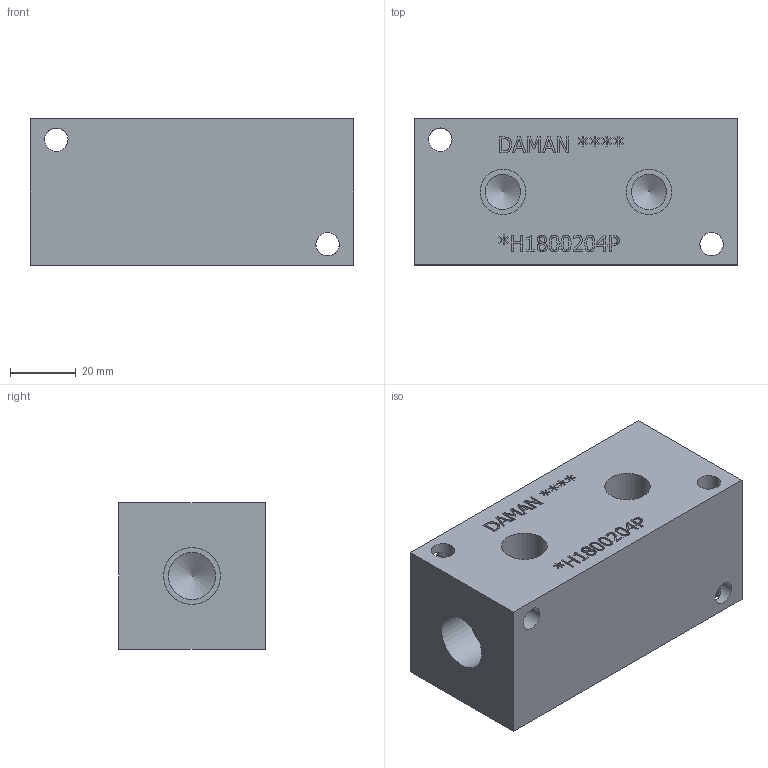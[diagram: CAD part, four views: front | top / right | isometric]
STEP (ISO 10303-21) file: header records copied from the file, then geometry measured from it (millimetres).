
FILE_DESCRIPTION(/* description */ (''),/* implementation_level */ '2;1');
FILE_NAME(/* name */ '_H1800204P.stp',/* time_stamp */ '2020-06-17T10:07:12-04:00',/* author */ ('alexanderw'),/* organization */ (''),/* preprocessor_version */ 'ST-DEVELOPER v17',/* originating_system */ 'Autodesk Inventor 2019',/* authorisation */ '');
FILE_SCHEMA (('AUTOMOTIVE_DESIGN { 1 0 10303 214 3 1 1 }'));
Length unit declared in the file: millimetre
Products named in the file (1): Part_+H1800204P_3D
Bounding box: 98.42 x 44.45 x 44.45 mm (x, y, z)
Volume: 174260.9 mm3; surface area: 28581.2 mm2
Topology: 1 solids, 1 shells, 343 faces, 934 edges, 624 vertices
Faces by surface type: plane 234, bspline 83, cylinder 20, cone 6
Full cylindrical faces by diameter (mm): 7.137 x8, 10.719 x4, 13.868 x4, 14.3 x2, 17.297 x2
Entity records: 11489 total; most frequent: CARTESIAN_POINT 2975, ORIENTED_EDGE 1856, DIRECTION 1346, EDGE_CURVE 928, LINE 700, VECTOR 700, VERTEX_POINT 624, EDGE_LOOP 392
